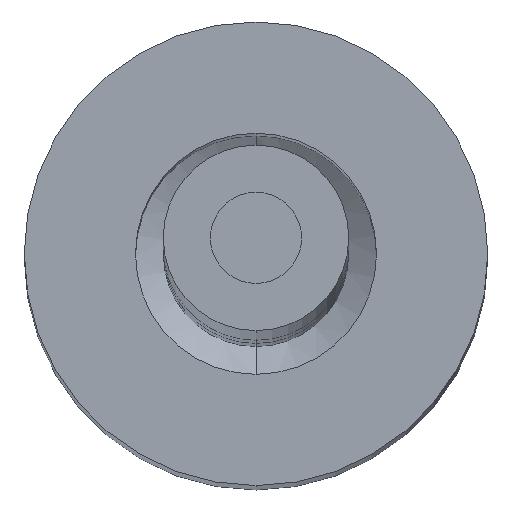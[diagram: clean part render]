
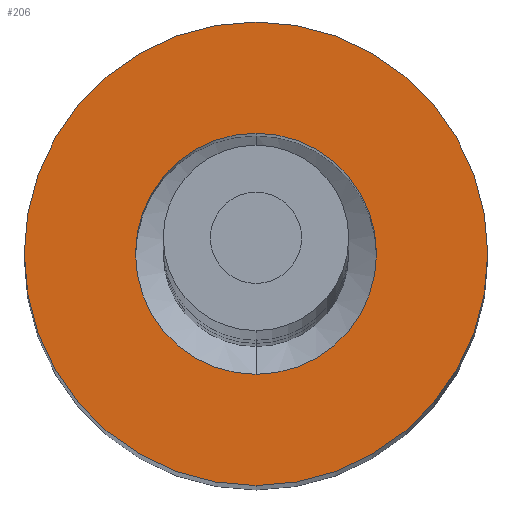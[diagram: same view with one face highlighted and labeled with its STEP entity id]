
A CAD part, top view. The second image highlights one B-rep face of the part: STEP entity #206.
In plain terms, the highlighted face is planar.
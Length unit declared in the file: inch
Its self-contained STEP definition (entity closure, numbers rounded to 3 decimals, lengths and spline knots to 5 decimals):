
#1=CARTESIAN_POINT('',(-0.026,0.,0.));
#2=DIRECTION('',(0.,1.,0.));
#3=DIRECTION('',(1.,0.,0.));
#4=AXIS2_PLACEMENT_3D('',#1,#2,#3);
#10=CARTESIAN_POINT('',(-0.026,0.,0.));
#11=DIRECTION('',(0.,-1.,0.));
#12=DIRECTION('',(1.,0.,0.));
#13=AXIS2_PLACEMENT_3D('',#10,#11,#12);
#19=CARTESIAN_POINT('',(-0.026,0.,0.));
#20=DIRECTION('',(0.,1.,0.));
#21=DIRECTION('',(1.,0.,0.));
#22=AXIS2_PLACEMENT_3D('',#19,#20,#21);
#24=CARTESIAN_POINT('',(-0.026,0.,0.));
#25=DIRECTION('',(0.,-1.,0.));
#26=DIRECTION('',(1.,0.,0.));
#27=AXIS2_PLACEMENT_3D('',#24,#25,#26);
#129=CARTESIAN_POINT('',(0.,0.,0.));
#131=VERTEX_POINT('',#129);
#142=CARTESIAN_POINT('',(0.024,0.,0.));
#144=VERTEX_POINT('',#142);
#145=CARTESIAN_POINT('',(-0.052,0.,0.));
#147=VERTEX_POINT('',#145);
#158=CARTESIAN_POINT('',(-0.076,0.,0.));
#160=VERTEX_POINT('',#158);
#191=CARTESIAN_POINT('',(-0.026,0.,0.));
#192=DIRECTION('',(0.,1.,0.));
#193=DIRECTION('',(1.,0.,0.));
#194=AXIS2_PLACEMENT_3D('',#191,#192,#193);
#195=PLANE('',#194);
#197=ORIENTED_EDGE('',*,*,#196,.F.);
#199=ORIENTED_EDGE('',*,*,#198,.T.);
#200=EDGE_LOOP('',(#197,#199));
#201=FACE_OUTER_BOUND('',#200,.F.);
#202=ORIENTED_EDGE('',*,*,#183,.F.);
#203=ORIENTED_EDGE('',*,*,#172,.T.);
#204=EDGE_LOOP('',(#202,#203));
#205=FACE_BOUND('',#204,.F.);
#206=ADVANCED_FACE('',(#201,#205),#195,.T.);
#5=CIRCLE('',#4,0.026);
#14=CIRCLE('',#13,0.026);
#23=CIRCLE('',#22,0.05);
#28=CIRCLE('',#27,0.05);
#172=EDGE_CURVE('',#131,#147,#5,.T.);
#183=EDGE_CURVE('',#131,#147,#14,.T.);
#196=EDGE_CURVE('',#144,#160,#23,.T.);
#198=EDGE_CURVE('',#144,#160,#28,.T.);
